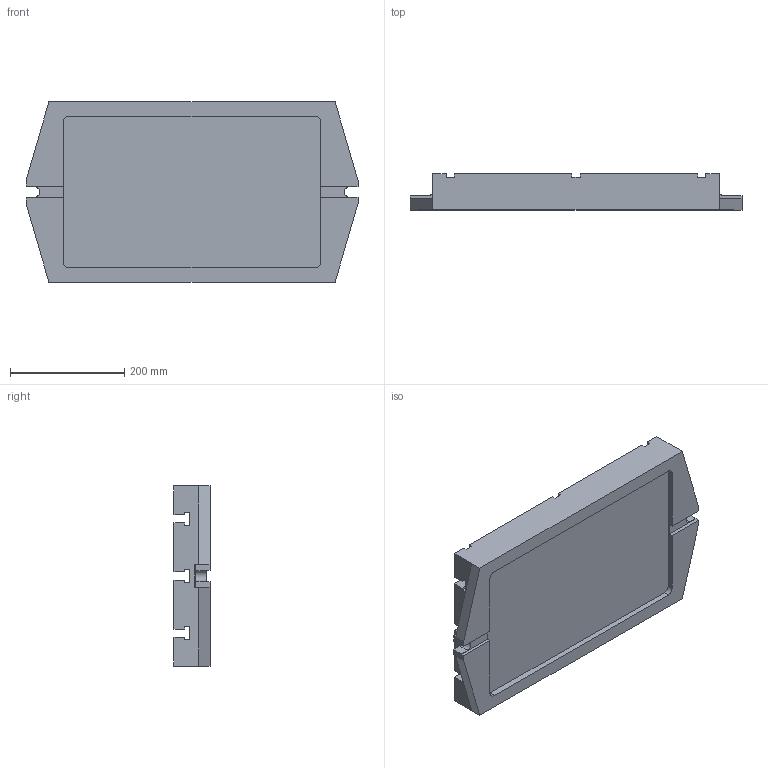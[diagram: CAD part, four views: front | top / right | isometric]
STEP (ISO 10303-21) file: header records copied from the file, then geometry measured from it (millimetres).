
FILE_DESCRIPTION( ( '' ), '1' );
FILE_NAME( '01040-05.stp', '2022-04-15T19:38:43', ( '' ), ( '' ), ' ', ' ', ' ' );
FILE_SCHEMA( ( 'CONFIG_CONTROL_DESIGN' ) );
Length unit declared in the file: millimetre
Products named in the file (1): 1
Bounding box: 580 x 63 x 315 mm (x, y, z)
Volume: 8222667.5 mm3; surface area: 578509.8 mm2
Topology: 1 solids, 1 shells, 122 faces, 352 edges, 232 vertices
Faces by surface type: plane 116, cylinder 6
Entity records: 3968 total; most frequent: CARTESIAN_POINT 707, ORIENTED_EDGE 704, DIRECTION 610, EDGE_CURVE 352, LINE 340, VECTOR 340, VERTEX_POINT 232, AXIS2_PLACEMENT_3D 135
